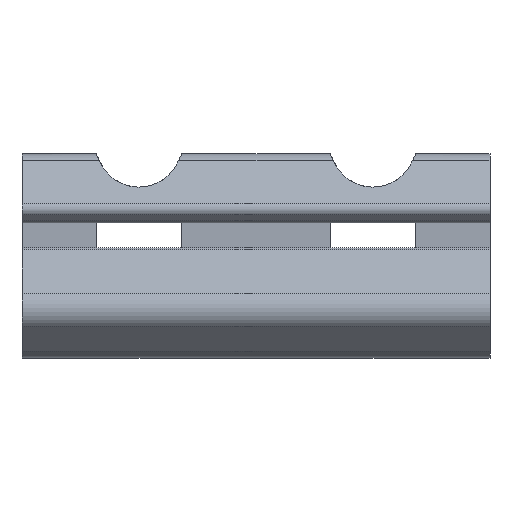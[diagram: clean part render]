
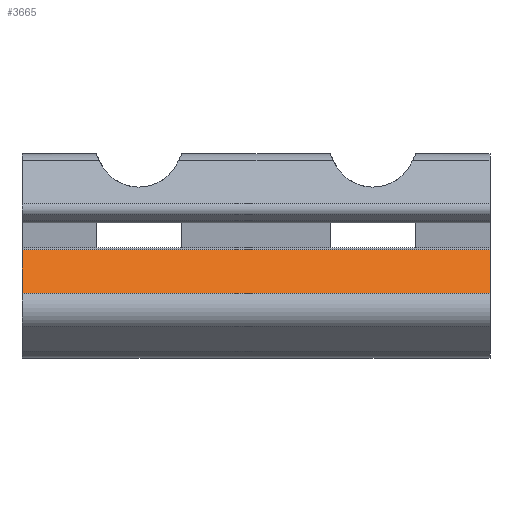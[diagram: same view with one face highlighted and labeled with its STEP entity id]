
A CAD part, left-side view. The second image highlights one B-rep face of the part: STEP entity #3665.
In plain terms, the highlighted planar face has unit normal (-0.707, 0, 0.707).
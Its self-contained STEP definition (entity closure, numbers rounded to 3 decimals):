
#418=FACE_OUTER_BOUND('',#609,.T.);
#609=EDGE_LOOP('',(#3223,#3224,#3225,#3226));
#901=LINE('',#6617,#1202);
#1033=LINE('',#7005,#1334);
#1034=LINE('',#7008,#1335);
#1035=LINE('',#7009,#1336);
#1202=VECTOR('',#4590,10.);
#1334=VECTOR('',#5004,200.);
#1335=VECTOR('',#5007,7.825);
#1336=VECTOR('',#5008,200.);
#1607=VERTEX_POINT('',#6614);
#1608=VERTEX_POINT('',#6616);
#1723=VERTEX_POINT('',#7003);
#1724=VERTEX_POINT('',#7007);
#2070=EDGE_CURVE('',#1608,#1607,#901,.T.);
#2264=EDGE_CURVE('',#1607,#1723,#1033,.T.);
#2265=EDGE_CURVE('',#1723,#1724,#1034,.T.);
#2266=EDGE_CURVE('',#1608,#1724,#1035,.T.);
#3223=ORIENTED_EDGE('',*,*,#2070,.T.);
#3224=ORIENTED_EDGE('',*,*,#2264,.T.);
#3225=ORIENTED_EDGE('',*,*,#2265,.T.);
#3226=ORIENTED_EDGE('',*,*,#2266,.F.);
#3497=PLANE('',#4038);
#3665=ADVANCED_FACE('',(#418),#3497,.T.);
#4038=AXIS2_PLACEMENT_3D('',#7006,#5005,#5006);
#4590=DIRECTION('',(-0.707,0.,-0.707));
#5004=DIRECTION('',(0.,-1.,0.));
#5005=DIRECTION('center_axis',(-0.707,0.,
0.707));
#5006=DIRECTION('ref_axis',(0.,1.,0.));
#5007=DIRECTION('',(0.707,0.,0.707));
#5008=DIRECTION('',(0.,-1.,0.));
#6614=CARTESIAN_POINT('',(-19.092,30.,2.121));
#6616=CARTESIAN_POINT('',(-13.559,30.,7.654));
#6617=CARTESIAN_POINT('',(-13.711,30.,7.503));
#7003=CARTESIAN_POINT('',(-19.092,-30.,2.121));
#7005=CARTESIAN_POINT('',(-19.092,170.,2.121));
#7006=CARTESIAN_POINT('Origin',(-19.092,170.,2.121));
#7007=CARTESIAN_POINT('',(-13.559,-30.,7.654));
#7008=CARTESIAN_POINT('',(-14.849,-30.,6.364));
#7009=CARTESIAN_POINT('',(-13.559,170.,7.654));
